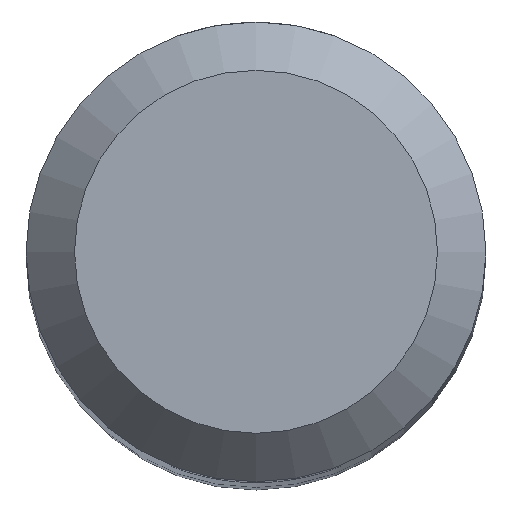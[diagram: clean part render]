
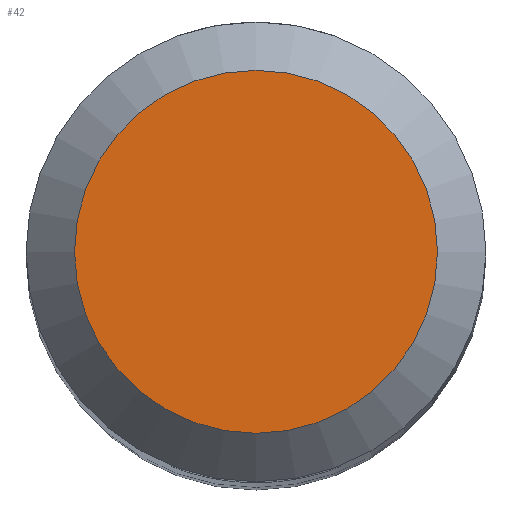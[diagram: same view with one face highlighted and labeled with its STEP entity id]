
A CAD part, top view. The second image highlights one B-rep face of the part: STEP entity #42.
In plain terms, the highlighted planar face has unit normal (0, 0, 1).
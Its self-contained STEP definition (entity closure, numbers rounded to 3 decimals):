
#42=ADVANCED_FACE('',(#88),#89,.F.);
#88=FACE_OUTER_BOUND('',#141,.T.);
#89=PLANE('',#142);
#141=EDGE_LOOP('',(#194));
#142=AXIS2_PLACEMENT_3D('',#195,#196,#197);
#194=ORIENTED_EDGE('',*,*,#251,.T.);
#195=CARTESIAN_POINT('',(0.0,-0.0,-9.0));
#196=DIRECTION('',(0.0,0.0,-1.0));
#197=DIRECTION('',(0.,1.0,0.0));
#251=EDGE_CURVE('',#277,#277,#278,.F.);
#277=VERTEX_POINT('',#311);
#278=CIRCLE('',#312,3.75);
#311=CARTESIAN_POINT('',(0.,3.75,-9.0));
#312=AXIS2_PLACEMENT_3D('',#460,#461,#462);
#460=CARTESIAN_POINT('',(0.0,-0.0,-9.0));
#461=DIRECTION('',(0.0,0.0,-1.0));
#462=DIRECTION('',(0.,1.0,0.0));
